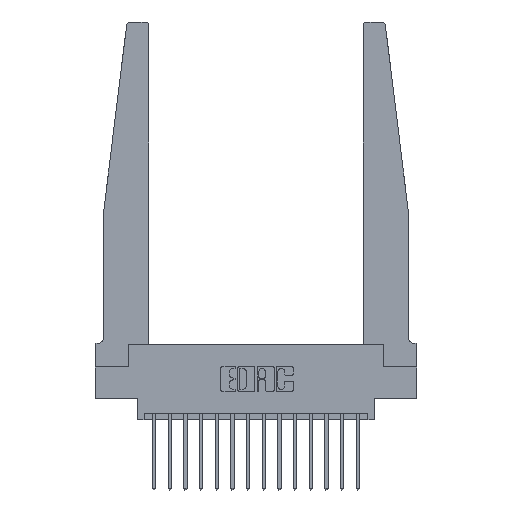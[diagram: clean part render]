
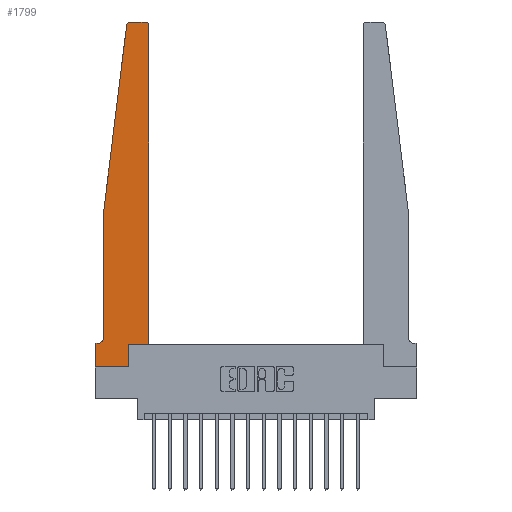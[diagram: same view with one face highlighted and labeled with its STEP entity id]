
A CAD part, top view. The second image highlights one B-rep face of the part: STEP entity #1799.
In plain terms, the highlighted planar face has unit normal (0, 0, 1).
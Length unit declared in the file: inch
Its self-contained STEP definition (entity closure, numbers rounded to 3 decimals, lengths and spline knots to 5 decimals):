
#173 = CIRCLE ( 'NONE', #8540, 0.03 ) ;
#492 = AXIS2_PLACEMENT_3D ( 'NONE', #7701, #16004, #3302 ) ;
#996 = VERTEX_POINT ( 'NONE', #8332 ) ;
#1236 = ORIENTED_EDGE ( 'NONE', *, *, #4443, .T. ) ;
#1377 = DIRECTION ( 'NONE',  ( 1., 0., 0. ) ) ;
#1388 = DIRECTION ( 'NONE',  ( -0.122, -0.992, 0. ) ) ;
#1750 = VERTEX_POINT ( 'NONE', #16818 ) ;
#1799 = ADVANCED_FACE ( 'NONE', ( #14518 ), #16094, .T. ) ;
#1817 = CARTESIAN_POINT ( 'NONE',  ( 0.425, 0.18, 0.37 ) ) ;
#1823 = CARTESIAN_POINT ( 'NONE',  ( 0.425, 0.18, 0.37 ) ) ;
#1868 = VERTEX_POINT ( 'NONE', #3249 ) ;
#1949 = VECTOR ( 'NONE', #1388, 39.37008 ) ;
#2115 = ORIENTED_EDGE ( 'NONE', *, *, #6014, .T. ) ;
#2350 = VECTOR ( 'NONE', #4803, 39.37008 ) ;
#2383 = CARTESIAN_POINT ( 'NONE',  ( 0., 0.1875, 0.37 ) ) ;
#2551 = LINE ( 'NONE', #5482, #9664 ) ;
#2727 = EDGE_LOOP ( 'NONE', ( #3535, #13682, #13287, #1236, #4539, #11871, #3308, #6160, #10478, #12817, #5068, #2115 ) ) ;
#3101 = LINE ( 'NONE', #1823, #4836 ) ;
#3249 = CARTESIAN_POINT ( 'NONE',  ( 0.425, 0.18, 0.37 ) ) ;
#3302 = DIRECTION ( 'NONE',  ( 1., 0., 0. ) ) ;
#3308 = ORIENTED_EDGE ( 'NONE', *, *, #17253, .T. ) ;
#3535 = ORIENTED_EDGE ( 'NONE', *, *, #5627, .T. ) ;
#3719 = CARTESIAN_POINT ( 'NONE',  ( 0.065, 0.1875, 0.37 ) ) ;
#3840 = DIRECTION ( 'NONE',  ( -1., 0., 0. ) ) ;
#3882 = DIRECTION ( 'NONE',  ( 0., 1., 0. ) ) ;
#4443 = EDGE_CURVE ( 'NONE', #6286, #6293, #9362, .T. ) ;
#4455 = CARTESIAN_POINT ( 'NONE',  ( 0.2605, 0.18, 0.37 ) ) ;
#4539 = ORIENTED_EDGE ( 'NONE', *, *, #4947, .T. ) ;
#4594 = CIRCLE ( 'NONE', #11141, 0.05 ) ;
#4803 = DIRECTION ( 'NONE',  ( 0., -1., 0. ) ) ;
#4836 = VECTOR ( 'NONE', #6127, 39.37008 ) ;
#4947 = EDGE_CURVE ( 'NONE', #6293, #14892, #4594, .T. ) ;
#5068 = ORIENTED_EDGE ( 'NONE', *, *, #6610, .T. ) ;
#5482 = CARTESIAN_POINT ( 'NONE',  ( 0.2605, 0.18, 0.37 ) ) ;
#5627 = EDGE_CURVE ( 'NONE', #996, #17261, #15588, .T. ) ;
#5823 = VERTEX_POINT ( 'NONE', #15651 ) ;
#5941 = CARTESIAN_POINT ( 'NONE',  ( 0.27653, 2.75, 0.37 ) ) ;
#6014 = EDGE_CURVE ( 'NONE', #6202, #996, #7609, .T. ) ;
#6127 = DIRECTION ( 'NONE',  ( 1., 0., 0. ) ) ;
#6160 = ORIENTED_EDGE ( 'NONE', *, *, #10134, .T. ) ;
#6202 = VERTEX_POINT ( 'NONE', #13316 ) ;
#6206 = VERTEX_POINT ( 'NONE', #6311 ) ;
#6286 = VERTEX_POINT ( 'NONE', #14558 ) ;
#6293 = VERTEX_POINT ( 'NONE', #7841 ) ;
#6311 = CARTESIAN_POINT ( 'NONE',  ( 0.2605, 0., 0.37 ) ) ;
#6364 = CARTESIAN_POINT ( 'NONE',  ( 0.065, 1.25, 0.37 ) ) ;
#6610 = EDGE_CURVE ( 'NONE', #1868, #6202, #17162, .T. ) ;
#6829 = EDGE_CURVE ( 'NONE', #17261, #5823, #173, .T. ) ;
#6959 = CARTESIAN_POINT ( 'NONE',  ( 0.27653, 2.72, 0.37 ) ) ;
#7058 = DIRECTION ( 'NONE',  ( 1., 0., 0. ) ) ;
#7204 = DIRECTION ( 'NONE',  ( -1., 0., 0. ) ) ;
#7537 = CARTESIAN_POINT ( 'NONE',  ( 0.015, 0.2375, 0.37 ) ) ;
#7609 = CIRCLE ( 'NONE', #13194, 0.03 ) ;
#7701 = CARTESIAN_POINT ( 'NONE',  ( 0., 0.1875, 0.37 ) ) ;
#7789 = VECTOR ( 'NONE', #9272, 39.37008 ) ;
#7841 = CARTESIAN_POINT ( 'NONE',  ( 0.065, 0.2375, 0.37 ) ) ;
#8332 = CARTESIAN_POINT ( 'NONE',  ( 0.395, 2.75, 0.37 ) ) ;
#8342 = VECTOR ( 'NONE', #3840, 39.37008 ) ;
#8540 = AXIS2_PLACEMENT_3D ( 'NONE', #6959, #12583, #7058 ) ;
#8595 = CARTESIAN_POINT ( 'NONE',  ( 0.25, 2.75, 0.37 ) ) ;
#8807 = LINE ( 'NONE', #16084, #2350 ) ;
#8842 = DIRECTION ( 'NONE',  ( 0., 0., -1. ) ) ;
#9206 = CARTESIAN_POINT ( 'NONE',  ( 0.015, 0.1875, 0.37 ) ) ;
#9207 = VERTEX_POINT ( 'NONE', #2383 ) ;
#9272 = DIRECTION ( 'NONE',  ( 0., -1., 0. ) ) ;
#9362 = LINE ( 'NONE', #6364, #7789 ) ;
#9664 = VECTOR ( 'NONE', #3882, 39.37008 ) ;
#10102 = LINE ( 'NONE', #15685, #15835 ) ;
#10134 = EDGE_CURVE ( 'NONE', #1750, #6206, #10102, .T. ) ;
#10478 = ORIENTED_EDGE ( 'NONE', *, *, #15047, .T. ) ;
#11141 = AXIS2_PLACEMENT_3D ( 'NONE', #7537, #8842, #17004 ) ;
#11871 = ORIENTED_EDGE ( 'NONE', *, *, #13944, .T. ) ;
#12533 = VERTEX_POINT ( 'NONE', #4455 ) ;
#12537 = EDGE_CURVE ( 'NONE', #5823, #6286, #12793, .T. ) ;
#12583 = DIRECTION ( 'NONE',  ( 0., 0., 1. ) ) ;
#12793 = LINE ( 'NONE', #14089, #1949 ) ;
#12817 = ORIENTED_EDGE ( 'NONE', *, *, #14417, .T. ) ;
#13194 = AXIS2_PLACEMENT_3D ( 'NONE', #18169, #14068, #1377 ) ;
#13287 = ORIENTED_EDGE ( 'NONE', *, *, #12537, .T. ) ;
#13316 = CARTESIAN_POINT ( 'NONE',  ( 0.425, 2.72, 0.37 ) ) ;
#13682 = ORIENTED_EDGE ( 'NONE', *, *, #6829, .T. ) ;
#13944 = EDGE_CURVE ( 'NONE', #14892, #9207, #17821, .T. ) ;
#14068 = DIRECTION ( 'NONE',  ( 0., 0., 1. ) ) ;
#14089 = CARTESIAN_POINT ( 'NONE',  ( 0.065, 1.25, 0.37 ) ) ;
#14417 = EDGE_CURVE ( 'NONE', #12533, #1868, #3101, .T. ) ;
#14518 = FACE_OUTER_BOUND ( 'NONE', #2727, .T. ) ;
#14558 = CARTESIAN_POINT ( 'NONE',  ( 0.065, 1.25, 0.37 ) ) ;
#14867 = DIRECTION ( 'NONE',  ( 1., 0., 0. ) ) ;
#14892 = VERTEX_POINT ( 'NONE', #9206 ) ;
#15047 = EDGE_CURVE ( 'NONE', #6206, #12533, #2551, .T. ) ;
#15588 = LINE ( 'NONE', #8595, #17854 ) ;
#15651 = CARTESIAN_POINT ( 'NONE',  ( 0.24675, 2.72367, 0.37 ) ) ;
#15685 = CARTESIAN_POINT ( 'NONE',  ( 0., 0., 0.37 ) ) ;
#15835 = VECTOR ( 'NONE', #14867, 39.37008 ) ;
#16004 = DIRECTION ( 'NONE',  ( 0., 0., 1. ) ) ;
#16084 = CARTESIAN_POINT ( 'NONE',  ( 0., 0., 0.37 ) ) ;
#16094 = PLANE ( 'NONE',  #492 ) ;
#16459 = VECTOR ( 'NONE', #17248, 39.37008 ) ;
#16818 = CARTESIAN_POINT ( 'NONE',  ( 0., 0., 0.37 ) ) ;
#17004 = DIRECTION ( 'NONE',  ( -1., 0., 0. ) ) ;
#17162 = LINE ( 'NONE', #1817, #16459 ) ;
#17248 = DIRECTION ( 'NONE',  ( 0., 1., 0. ) ) ;
#17253 = EDGE_CURVE ( 'NONE', #9207, #1750, #8807, .T. ) ;
#17261 = VERTEX_POINT ( 'NONE', #5941 ) ;
#17821 = LINE ( 'NONE', #3719, #8342 ) ;
#17854 = VECTOR ( 'NONE', #7204, 39.37008 ) ;
#18169 = CARTESIAN_POINT ( 'NONE',  ( 0.395, 2.72, 0.37 ) ) ;
